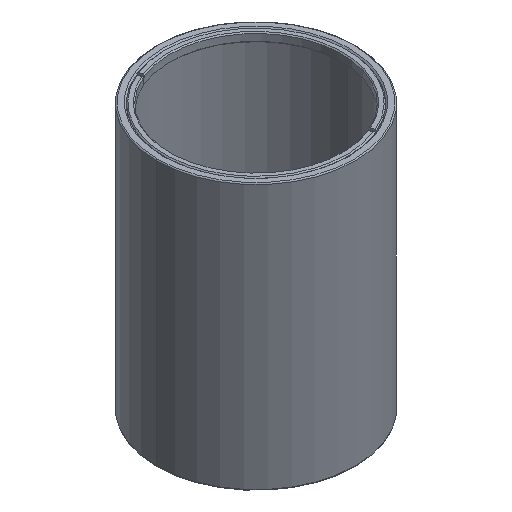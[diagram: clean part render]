
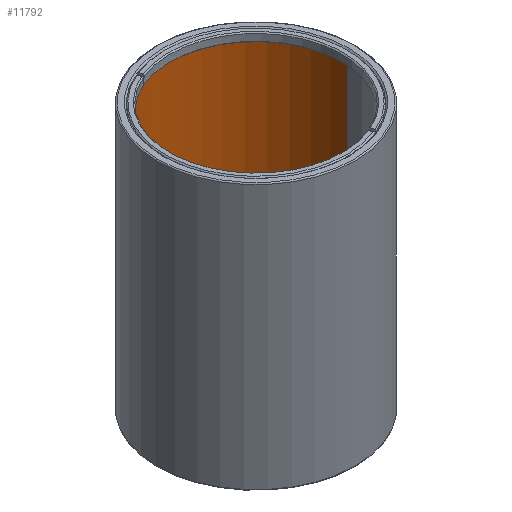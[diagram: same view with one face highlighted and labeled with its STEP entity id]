
A CAD part, isometric view. The second image highlights one B-rep face of the part: STEP entity #11792.
In plain terms, the highlighted cylindrical face has radius 25.845 mm (diameter 51.69 mm), a partial arc.
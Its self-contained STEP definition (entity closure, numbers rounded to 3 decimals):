
#546 = EDGE_CURVE ( 'NONE', #13092, #8620, #10500, .T. ) ;
#1190 = DIRECTION ( 'NONE',  ( -1., 0., 0. ) ) ;
#1259 = DIRECTION ( 'NONE',  ( 0., 0., 1. ) ) ;
#1592 = EDGE_LOOP ( 'NONE', ( #10726, #19890, #7982, #2703 ) ) ;
#2703 = ORIENTED_EDGE ( 'NONE', *, *, #11583, .T. ) ;
#2742 = DIRECTION ( 'NONE',  ( 1., 0., 0. ) ) ;
#3529 = CARTESIAN_POINT ( 'NONE',  ( -48.198, 9.585, 37.1 ) ) ;
#3774 = EDGE_CURVE ( 'NONE', #13092, #7481, #15662, .T. ) ;
#3809 = CARTESIAN_POINT ( 'NONE',  ( -22.353, 9.585, -37.5 ) ) ;
#5656 = AXIS2_PLACEMENT_3D ( 'NONE', #3809, #10682, #1190 ) ;
#5721 = DIRECTION ( 'NONE',  ( 0., 0., -1. ) ) ;
#6024 = AXIS2_PLACEMENT_3D ( 'NONE', #21974, #5721, #17561 ) ;
#6363 = EDGE_CURVE ( 'NONE', #7481, #9370, #9500, .T. ) ;
#7481 = VERTEX_POINT ( 'NONE', #3529 ) ;
#7982 = ORIENTED_EDGE ( 'NONE', *, *, #6363, .T. ) ;
#8500 = VECTOR ( 'NONE', #14791, 1000. ) ;
#8620 = VERTEX_POINT ( 'NONE', #13132 ) ;
#9370 = VERTEX_POINT ( 'NONE', #20684 ) ;
#9500 = LINE ( 'NONE', #16374, #8500 ) ;
#10500 = LINE ( 'NONE', #17162, #17536 ) ;
#10626 = AXIS2_PLACEMENT_3D ( 'NONE', #14914, #1259, #2742 ) ;
#10682 = DIRECTION ( 'NONE',  ( 0., 0., -1. ) ) ;
#10726 = ORIENTED_EDGE ( 'NONE', *, *, #546, .F. ) ;
#11583 = EDGE_CURVE ( 'NONE', #9370, #8620, #13570, .T. ) ;
#11792 = ADVANCED_FACE ( 'NONE', ( #20931 ), #19240, .F. ) ;
#13092 = VERTEX_POINT ( 'NONE', #13768 ) ;
#13132 = CARTESIAN_POINT ( 'NONE',  ( 3.492, 9.585, -37.1 ) ) ;
#13570 = CIRCLE ( 'NONE', #6024, 25.845 ) ;
#13768 = CARTESIAN_POINT ( 'NONE',  ( 3.492, 9.585, 37.1 ) ) ;
#14791 = DIRECTION ( 'NONE',  ( 0., 0., -1. ) ) ;
#14914 = CARTESIAN_POINT ( 'NONE',  ( -22.353, 9.585, 37.1 ) ) ;
#15662 = CIRCLE ( 'NONE', #10626, 25.845 ) ;
#16374 = CARTESIAN_POINT ( 'NONE',  ( -48.198, 9.585, -37.5 ) ) ;
#17162 = CARTESIAN_POINT ( 'NONE',  ( 3.492, 9.585, -37.5 ) ) ;
#17536 = VECTOR ( 'NONE', #18955, 1000. ) ;
#17561 = DIRECTION ( 'NONE',  ( -1., 0., 0. ) ) ;
#18955 = DIRECTION ( 'NONE',  ( 0., 0., -1. ) ) ;
#19240 = CYLINDRICAL_SURFACE ( 'NONE', #5656, 25.845 ) ;
#19890 = ORIENTED_EDGE ( 'NONE', *, *, #3774, .T. ) ;
#20684 = CARTESIAN_POINT ( 'NONE',  ( -48.198, 9.585, -37.1 ) ) ;
#20931 = FACE_OUTER_BOUND ( 'NONE', #1592, .T. ) ;
#21974 = CARTESIAN_POINT ( 'NONE',  ( -22.353, 9.585, -37.1 ) ) ;
